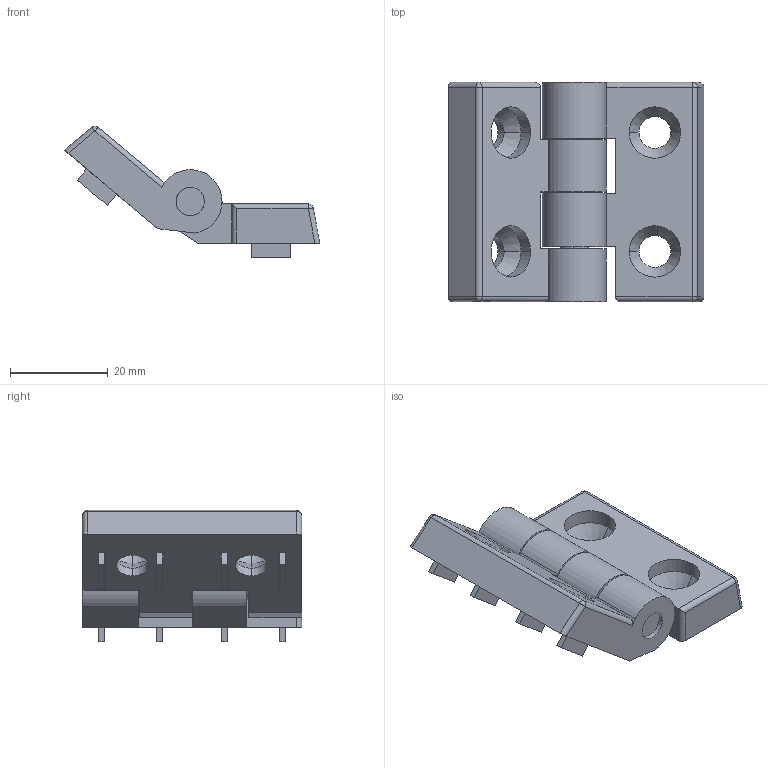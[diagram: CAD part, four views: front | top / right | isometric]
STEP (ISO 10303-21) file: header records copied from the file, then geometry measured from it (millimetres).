
FILE_DESCRIPTION (( 'STEP AP214' ), '1' );
FILE_NAME ('SNSD.30.51.03. Ïåòëÿ ïëàñòèêîâàÿ 30(E20)¹2.STEP', '2015-11-05T08:20:10', ( 'user' ), ( '' ), 'SwSTEP 2.0', 'SolidWorks 2014', '' );
FILE_SCHEMA (( 'AUTOMOTIVE_DESIGN' ));
Length unit declared in the file: millimetre
Products named in the file (7): SNSD.30.51.00. Ïåòëÿ ïëàñòèêîâàÿ (B18)E20¹2_00; SNSD.30.51.00. ﾏ琿褻 (B18)E20ｹ2; SNSD.30.51.00. Ïåòëÿ ïëàñòèêîâàÿ ìàëàÿ ÷àñòü(B18)E20¹2; SNSD.30.51.00. Ïåòëÿ ïëàñòèêîâàÿ (B18)E20¹2; SNSD.30.51.03. Ïåòëÿ ïëàñòèêîâàÿ 30(E20)¹2; SNSD.30.51.00. ﾏ琿褻 (B18)E20ｹ2_00; SNSD.30.51.00. Ïåòëÿ ïëàñòèêîâàÿ ìàëàÿ ÷àñòü(B18)E20¹2_00
Assembly tree (3 placements, depth 2):
  SNSD.30.51.00. ﾏ琿褻 (B18)E20ｹ2
  SNSD.30.51.00. Ïåòëÿ ïëàñòèêîâàÿ ìàëàÿ ÷àñòü(B18)E20¹2
  SNSD.30.51.00. Ïåòëÿ ïëàñòèêîâàÿ (B18)E20¹2
  SNSD.30.51.03. Ïåòëÿ ïëàñòèêîâàÿ 30(E20)¹2
    SNSD.30.51.00. Ïåòëÿ ïëàñòèêîâàÿ (B18)E20¹2_00
    SNSD.30.51.00. Ïåòëÿ ïëàñòèêîâàÿ ìàëàÿ ÷àñòü(B18)E20¹2_00
    SNSD.30.51.00. ﾏ琿褻 (B18)E20ｹ2_00
Bounding box: 52.23 x 44.8 x 26.87 mm (x, y, z)
Volume: 18019.2 mm3; surface area: 10210.7 mm2
Topology: 3 solids, 3 shells, 128 faces, 316 edges, 198 vertices
Faces by surface type: plane 66, cylinder 50, cone 8, sphere 4
Entity records: 3963 total; most frequent: CARTESIAN_POINT 681, DIRECTION 664, ORIENTED_EDGE 624, EDGE_CURVE 312, AXIS2_PLACEMENT_3D 225, VECTOR 214, LINE 214, VERTEX_POINT 198
